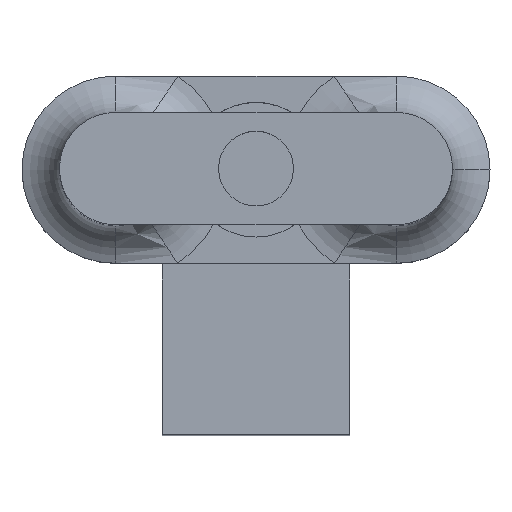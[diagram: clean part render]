
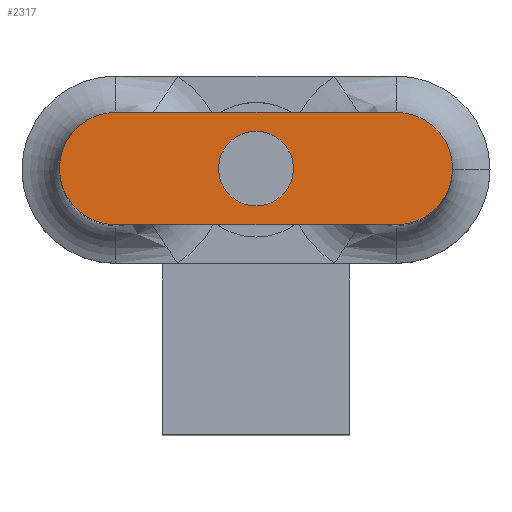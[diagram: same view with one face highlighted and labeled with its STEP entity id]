
A CAD part, top view. The second image highlights one B-rep face of the part: STEP entity #2317.
In plain terms, the highlighted face is planar.
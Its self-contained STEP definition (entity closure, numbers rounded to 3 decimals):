
#57 = FACE_BOUND ( 'NONE', #829, .T. ) ;
#96 = ORIENTED_EDGE ( 'NONE', *, *, #2574, .F. ) ;
#98 = EDGE_CURVE ( 'NONE', #664, #1776, #376, .T. ) ;
#112 = LINE ( 'NONE', #871, #1635 ) ;
#116 = AXIS2_PLACEMENT_3D ( 'NONE', #187, #1599, #2285 ) ;
#163 = CARTESIAN_POINT ( 'NONE',  ( -60., -14.146, -2.5 ) ) ;
#173 = DIRECTION ( 'NONE',  ( -1., 0., 0. ) ) ;
#179 = DIRECTION ( 'NONE',  ( -1., 0., 0. ) ) ;
#187 = CARTESIAN_POINT ( 'NONE',  ( -60., -11.146, 12.5 ) ) ;
#198 = CARTESIAN_POINT ( 'NONE',  ( -60., -11.146, 12.5 ) ) ;
#208 = DIRECTION ( 'NONE',  ( -1., 0., 0. ) ) ;
#218 = DIRECTION ( 'NONE',  ( 0., 0., 1. ) ) ;
#226 = EDGE_CURVE ( 'NONE', #504, #1796, #112, .T. ) ;
#376 = CIRCLE ( 'NONE', #1799, 3. ) ;
#418 = EDGE_CURVE ( 'NONE', #2159, #740, #1481, .T. ) ;
#423 = CIRCLE ( 'NONE', #1018, 2. ) ;
#455 = AXIS2_PLACEMENT_3D ( 'NONE', #2116, #509, #2345 ) ;
#458 = DIRECTION ( 'NONE',  ( 0., 0., -1. ) ) ;
#504 = VERTEX_POINT ( 'NONE', #2053 ) ;
#509 = DIRECTION ( 'NONE',  ( -1., 0., 0. ) ) ;
#600 = AXIS2_PLACEMENT_3D ( 'NONE', #2428, #173, #2030 ) ;
#605 = CIRCLE ( 'NONE', #116, 3. ) ;
#616 = CARTESIAN_POINT ( 'NONE',  ( -60., -14.146, 12.5 ) ) ;
#651 = AXIS2_PLACEMENT_3D ( 'NONE', #1981, #2407, #2175 ) ;
#664 = VERTEX_POINT ( 'NONE', #616 ) ;
#740 = VERTEX_POINT ( 'NONE', #885 ) ;
#753 = ORIENTED_EDGE ( 'NONE', *, *, #226, .T. ) ;
#780 = EDGE_CURVE ( 'NONE', #2356, #2509, #2647, .T. ) ;
#789 = CARTESIAN_POINT ( 'NONE',  ( -60., -14.146, -2.5 ) ) ;
#823 = EDGE_CURVE ( 'NONE', #1776, #504, #605, .T. ) ;
#829 = EDGE_LOOP ( 'NONE', ( #2018, #96 ) ) ;
#857 = EDGE_CURVE ( 'NONE', #1796, #2356, #1170, .T. ) ;
#871 = CARTESIAN_POINT ( 'NONE',  ( -60., -8.146, 12.5 ) ) ;
#885 = CARTESIAN_POINT ( 'NONE',  ( -60., -11.146, 3. ) ) ;
#903 = CARTESIAN_POINT ( 'NONE',  ( -60., -11.146, 7. ) ) ;
#970 = CARTESIAN_POINT ( 'NONE',  ( -60., -11.146, 15.5 ) ) ;
#1018 = AXIS2_PLACEMENT_3D ( 'NONE', #1417, #208, #218 ) ;
#1121 = DIRECTION ( 'NONE',  ( 0., 0., 1. ) ) ;
#1170 = CIRCLE ( 'NONE', #455, 3. ) ;
#1201 = EDGE_CURVE ( 'NONE', #2509, #664, #1522, .T. ) ;
#1235 = EDGE_LOOP ( 'NONE', ( #1478, #1256, #2653, #1822, #1288, #753 ) ) ;
#1256 = ORIENTED_EDGE ( 'NONE', *, *, #780, .T. ) ;
#1272 = FACE_OUTER_BOUND ( 'NONE', #1235, .T. ) ;
#1288 = ORIENTED_EDGE ( 'NONE', *, *, #823, .T. ) ;
#1376 = DIRECTION ( 'NONE',  ( 0., 0., 1. ) ) ;
#1389 = DIRECTION ( 'NONE',  ( 0., 0., 1. ) ) ;
#1417 = CARTESIAN_POINT ( 'NONE',  ( -60., -11.146, 5. ) ) ;
#1478 = ORIENTED_EDGE ( 'NONE', *, *, #857, .T. ) ;
#1481 = CIRCLE ( 'NONE', #651, 2. ) ;
#1522 = LINE ( 'NONE', #789, #2457 ) ;
#1524 = CARTESIAN_POINT ( 'NONE',  ( -60., -11.146, -2.5 ) ) ;
#1599 = DIRECTION ( 'NONE',  ( -1., 0., 0. ) ) ;
#1635 = VECTOR ( 'NONE', #458, 1000. ) ;
#1762 = CARTESIAN_POINT ( 'NONE',  ( -60., -8.146, -2.5 ) ) ;
#1776 = VERTEX_POINT ( 'NONE', #970 ) ;
#1777 = AXIS2_PLACEMENT_3D ( 'NONE', #1524, #2130, #1121 ) ;
#1796 = VERTEX_POINT ( 'NONE', #1762 ) ;
#1799 = AXIS2_PLACEMENT_3D ( 'NONE', #198, #179, #1376 ) ;
#1822 = ORIENTED_EDGE ( 'NONE', *, *, #98, .T. ) ;
#1981 = CARTESIAN_POINT ( 'NONE',  ( -60., -11.146, 5. ) ) ;
#2018 = ORIENTED_EDGE ( 'NONE', *, *, #418, .F. ) ;
#2030 = DIRECTION ( 'NONE',  ( 0., 0., 1. ) ) ;
#2053 = CARTESIAN_POINT ( 'NONE',  ( -60., -8.146, 12.5 ) ) ;
#2086 = CARTESIAN_POINT ( 'NONE',  ( -60., -11.146, -5.5 ) ) ;
#2116 = CARTESIAN_POINT ( 'NONE',  ( -60., -11.146, -2.5 ) ) ;
#2130 = DIRECTION ( 'NONE',  ( -1., 0., 0. ) ) ;
#2159 = VERTEX_POINT ( 'NONE', #903 ) ;
#2175 = DIRECTION ( 'NONE',  ( 0., 0., 1. ) ) ;
#2193 = PLANE ( 'NONE',  #600 ) ;
#2285 = DIRECTION ( 'NONE',  ( 0., 0., 1. ) ) ;
#2317 = ADVANCED_FACE ( 'NONE', ( #57, #1272 ), #2193, .T. ) ;
#2345 = DIRECTION ( 'NONE',  ( 0., 0., 1. ) ) ;
#2356 = VERTEX_POINT ( 'NONE', #2086 ) ;
#2407 = DIRECTION ( 'NONE',  ( -1., 0., 0. ) ) ;
#2428 = CARTESIAN_POINT ( 'NONE',  ( -60., -11.146, -2.5 ) ) ;
#2457 = VECTOR ( 'NONE', #1389, 1000. ) ;
#2509 = VERTEX_POINT ( 'NONE', #163 ) ;
#2574 = EDGE_CURVE ( 'NONE', #740, #2159, #423, .T. ) ;
#2647 = CIRCLE ( 'NONE', #1777, 3. ) ;
#2653 = ORIENTED_EDGE ( 'NONE', *, *, #1201, .T. ) ;
